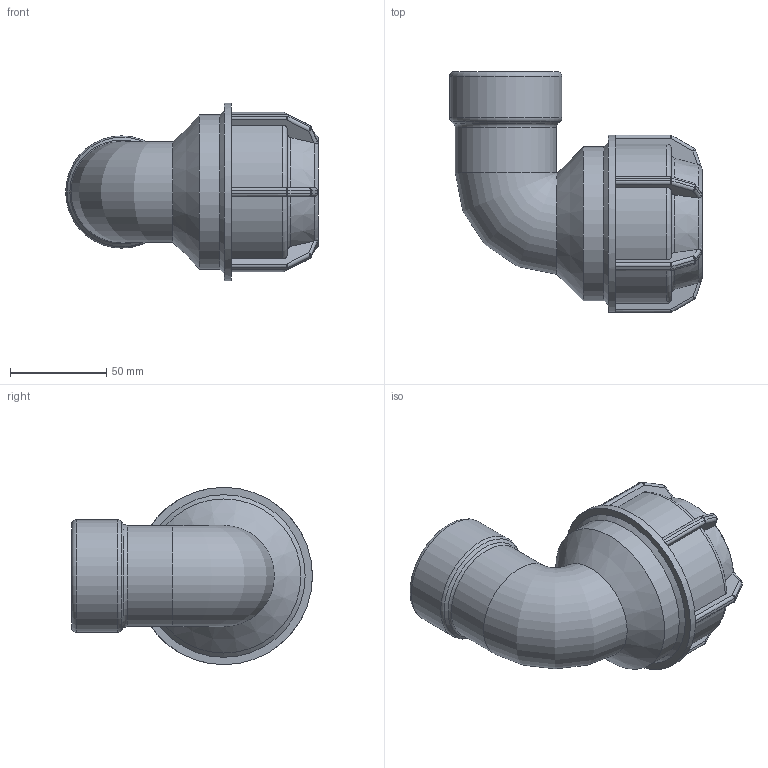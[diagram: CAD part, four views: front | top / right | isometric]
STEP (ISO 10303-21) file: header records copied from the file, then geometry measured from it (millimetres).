
FILE_DESCRIPTION(/* description */ ('L.14 90° ELBOW FEMALE ADAPTOR (SILVER) 50-1.1/2"'),/* implementation_level */ '2;1');
FILE_NAME(/* name */ '141500050015.ipt.stp',/* time_stamp */ '2018-04-09T13:04:56+03:00',/* author */ ('KIM'),/* organization */ (''),/* preprocessor_version */ 'ST-DEVELOPER v15.6',/* originating_system */ 'Autodesk Inventor 2015',/* authorisation */ '');
FILE_SCHEMA (('AUTOMOTIVE_DESIGN { 1 0 10303 214 3 1 1 }'));
Length unit declared in the file: millimetre
Products named in the file (1): 141500050015
Bounding box: 131.15 x 125 x 92 mm (x, y, z)
Volume: 314013.2 mm3; surface area: 68695 mm2
Topology: 1 solids, 1 shells, 214 faces, 499 edges, 286 vertices
Faces by surface type: plane 98, cylinder 63, sphere 24, torus 19, cone 10
Full cylindrical faces by diameter (mm): 35.876 x2, 44.845 x1, 50 x2, 52.469 x1, 58.298 x1, 80 x1, 92 x1
Entity records: 6122 total; most frequent: CARTESIAN_POINT 1543, DIRECTION 966, ORIENTED_EDGE 924, EDGE_CURVE 462, AXIS2_PLACEMENT_3D 393, VERTEX_POINT 276, EDGE_LOOP 238, FACE_OUTER_BOUND 212
